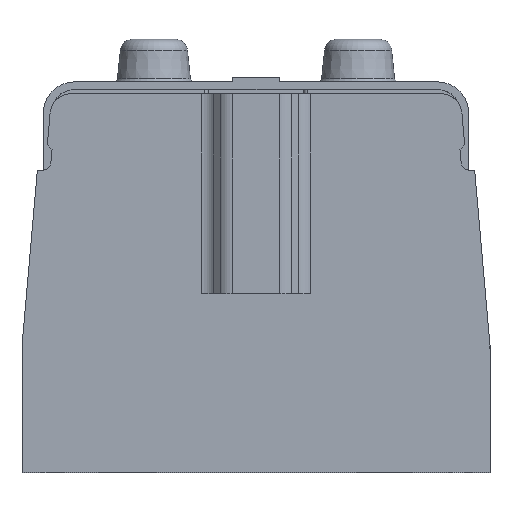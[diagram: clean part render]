
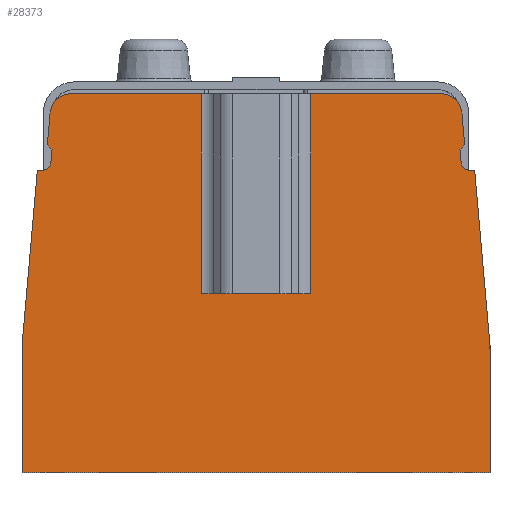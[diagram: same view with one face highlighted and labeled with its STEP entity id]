
A CAD part, top view. The second image highlights one B-rep face of the part: STEP entity #28373.
In plain terms, the highlighted planar face has unit normal (0, 0, 1).
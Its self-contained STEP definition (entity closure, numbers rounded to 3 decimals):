
#281=DIRECTION('',(-1.,0.,0.));
#282=VECTOR('',#281,30.562);
#283=CARTESIAN_POINT('',(43.419,44.5,21.));
#284=LINE('',#283,#282);
#313=DIRECTION('',(-1.,0.,0.));
#314=VECTOR('',#313,30.562);
#315=CARTESIAN_POINT('',(-12.857,44.5,21.));
#316=LINE('',#315,#314);
#970=DIRECTION('',(0.,-1.,0.));
#971=VECTOR('',#970,29.852);
#972=CARTESIAN_POINT('',(-55.,-14.648,21.));
#973=LINE('',#972,#971);
#1045=DIRECTION('',(1.,0.,0.));
#1046=VECTOR('',#1045,110.);
#1047=CARTESIAN_POINT('',(-55.,-44.5,21.));
#1048=LINE('',#1047,#1046);
#10766=DIRECTION('',(0.,1.,0.));
#10767=VECTOR('',#10766,29.852);
#10768=CARTESIAN_POINT('',(55.,-44.5,21.));
#10769=LINE('',#10768,#10767);
#10786=CARTESIAN_POINT('',(43.419,39.5,21.));
#10787=DIRECTION('',(0.,0.,-1.));
#10788=DIRECTION('',(0.,1.,0.));
#10789=AXIS2_PLACEMENT_3D('',#10786,#10787,#10788);
#10791=DIRECTION('',(0.087,-0.996,0.));
#10792=VECTOR('',#10791,7.464);
#10793=CARTESIAN_POINT('',(48.4,39.936,21.));
#10794=LINE('',#10793,#10792);
#10795=DIRECTION('',(-0.707,-0.707,0.));
#10796=VECTOR('',#10795,1.566);
#10797=CARTESIAN_POINT('',(49.05,32.5,21.));
#10798=LINE('',#10797,#10796);
#10799=DIRECTION('',(0.087,-0.996,0.));
#10800=VECTOR('',#10799,3.078);
#10801=CARTESIAN_POINT('',(47.943,31.392,21.));
#10802=LINE('',#10801,#10800);
#10803=CARTESIAN_POINT('',(50.203,28.5,21.));
#10804=DIRECTION('',(0.,0.,1.));
#10805=DIRECTION('',(-0.996,-0.087,0.));
#10806=AXIS2_PLACEMENT_3D('',#10803,#10804,#10805);
#10808=DIRECTION('',(0.087,-0.996,0.));
#10809=VECTOR('',#10808,41.306);
#10810=CARTESIAN_POINT('',(51.401,26.5,21.));
#10811=LINE('',#10810,#10809);
#10812=DIRECTION('',(0.087,0.996,0.));
#10813=VECTOR('',#10812,41.306);
#10814=CARTESIAN_POINT('',(-55.,-14.648,21.));
#10815=LINE('',#10814,#10813);
#10816=CARTESIAN_POINT('',(-50.203,28.5,21.));
#10817=DIRECTION('',(0.,0.,1.));
#10818=DIRECTION('',(0.,-1.,0.));
#10819=AXIS2_PLACEMENT_3D('',#10816,#10817,#10818);
#10821=DIRECTION('',(0.087,0.996,0.));
#10822=VECTOR('',#10821,3.078);
#10823=CARTESIAN_POINT('',(-48.21,28.326,21.));
#10824=LINE('',#10823,#10822);
#10825=DIRECTION('',(-0.707,0.707,0.));
#10826=VECTOR('',#10825,1.566);
#10827=CARTESIAN_POINT('',(-47.942,31.392,21.));
#10828=LINE('',#10827,#10826);
#10829=DIRECTION('',(0.087,0.996,0.));
#10830=VECTOR('',#10829,7.464);
#10831=CARTESIAN_POINT('',(-49.05,32.5,21.));
#10832=LINE('',#10831,#10830);
#10833=CARTESIAN_POINT('',(-43.418,39.5,21.));
#10834=DIRECTION('',(0.,0.,-1.));
#10835=DIRECTION('',(-0.996,0.087,0.));
#10836=AXIS2_PLACEMENT_3D('',#10833,#10834,#10835);
#10838=DIRECTION('',(-1.,0.,0.));
#10839=VECTOR('',#10838,25.714);
#10840=CARTESIAN_POINT('',(12.857,-2.5,21.));
#10841=LINE('',#10840,#10839);
#10870=DIRECTION('',(0.,1.,0.));
#10871=VECTOR('',#10870,47.);
#10872=CARTESIAN_POINT('',(-12.857,-2.5,21.));
#10873=LINE('',#10872,#10871);
#10906=DIRECTION('',(0.,-1.,0.));
#10907=VECTOR('',#10906,47.);
#10908=CARTESIAN_POINT('',(12.857,44.5,21.));
#10909=LINE('',#10908,#10907);
#11005=DIRECTION('',(-1.,0.,0.));
#11006=VECTOR('',#11005,1.197);
#11007=CARTESIAN_POINT('',(-50.203,26.5,21.));
#11008=LINE('',#11007,#11006);
#11541=DIRECTION('',(-1.,0.,0.));
#11542=VECTOR('',#11541,1.197);
#11543=CARTESIAN_POINT('',(51.401,26.5,21.));
#11544=LINE('',#11543,#11542);
#12397=CARTESIAN_POINT('',(12.857,-2.5,21.));
#12398=CARTESIAN_POINT('',(-12.857,-2.5,21.));
#12399=VERTEX_POINT('',#12397);
#12400=VERTEX_POINT('',#12398);
#12401=CARTESIAN_POINT('',(12.857,44.5,21.));
#12402=VERTEX_POINT('',#12401);
#12403=CARTESIAN_POINT('',(43.419,44.5,21.));
#12404=VERTEX_POINT('',#12403);
#12405=CARTESIAN_POINT('',(48.4,39.936,21.));
#12406=VERTEX_POINT('',#12405);
#12407=CARTESIAN_POINT('',(49.05,32.5,21.));
#12408=VERTEX_POINT('',#12407);
#12409=CARTESIAN_POINT('',(47.943,31.392,21.));
#12410=VERTEX_POINT('',#12409);
#12411=CARTESIAN_POINT('',(48.211,28.326,21.));
#12412=VERTEX_POINT('',#12411);
#12413=CARTESIAN_POINT('',(50.203,26.5,21.));
#12414=VERTEX_POINT('',#12413);
#12415=CARTESIAN_POINT('',(51.401,26.5,21.));
#12416=VERTEX_POINT('',#12415);
#12417=CARTESIAN_POINT('',(55.,-14.648,21.));
#12418=VERTEX_POINT('',#12417);
#12419=CARTESIAN_POINT('',(55.,-44.5,21.));
#12420=VERTEX_POINT('',#12419);
#12421=CARTESIAN_POINT('',(-55.,-44.5,21.));
#12422=VERTEX_POINT('',#12421);
#12423=CARTESIAN_POINT('',(-55.,-14.648,21.));
#12424=VERTEX_POINT('',#12423);
#12425=CARTESIAN_POINT('',(-51.4,26.5,21.));
#12426=VERTEX_POINT('',#12425);
#12427=CARTESIAN_POINT('',(-50.203,26.5,21.));
#12428=VERTEX_POINT('',#12427);
#12429=CARTESIAN_POINT('',(-48.21,28.326,21.));
#12430=VERTEX_POINT('',#12429);
#12431=CARTESIAN_POINT('',(-47.942,31.392,21.));
#12432=VERTEX_POINT('',#12431);
#12433=CARTESIAN_POINT('',(-49.05,32.5,21.));
#12434=VERTEX_POINT('',#12433);
#12435=CARTESIAN_POINT('',(-48.399,39.936,21.));
#12436=VERTEX_POINT('',#12435);
#12437=CARTESIAN_POINT('',(-43.418,44.5,21.));
#12438=VERTEX_POINT('',#12437);
#12439=CARTESIAN_POINT('',(-12.857,44.5,21.));
#12440=VERTEX_POINT('',#12439);
#28327=CARTESIAN_POINT('',(0.,0.,21.));
#28328=DIRECTION('',(0.,0.,1.));
#28329=DIRECTION('',(-1.,0.,0.));
#28330=AXIS2_PLACEMENT_3D('',#28327,#28328,#28329);
#28331=PLANE('',#28330);
#28333=ORIENTED_EDGE('',*,*,#28332,.F.);
#28335=ORIENTED_EDGE('',*,*,#28334,.F.);
#28336=ORIENTED_EDGE('',*,*,#15468,.F.);
#28338=ORIENTED_EDGE('',*,*,#28337,.T.);
#28340=ORIENTED_EDGE('',*,*,#28339,.T.);
#28342=ORIENTED_EDGE('',*,*,#28341,.T.);
#28344=ORIENTED_EDGE('',*,*,#28343,.T.);
#28346=ORIENTED_EDGE('',*,*,#28345,.T.);
#28348=ORIENTED_EDGE('',*,*,#28347,.F.);
#28350=ORIENTED_EDGE('',*,*,#28349,.T.);
#28351=ORIENTED_EDGE('',*,*,#28314,.F.);
#28352=ORIENTED_EDGE('',*,*,#16499,.F.);
#28353=ORIENTED_EDGE('',*,*,#16432,.F.);
#28355=ORIENTED_EDGE('',*,*,#28354,.T.);
#28357=ORIENTED_EDGE('',*,*,#28356,.F.);
#28359=ORIENTED_EDGE('',*,*,#28358,.T.);
#28361=ORIENTED_EDGE('',*,*,#28360,.T.);
#28363=ORIENTED_EDGE('',*,*,#28362,.T.);
#28365=ORIENTED_EDGE('',*,*,#28364,.T.);
#28367=ORIENTED_EDGE('',*,*,#28366,.T.);
#28368=ORIENTED_EDGE('',*,*,#15484,.F.);
#28370=ORIENTED_EDGE('',*,*,#28369,.F.);
#28371=EDGE_LOOP('',(#28333,#28335,#28336,#28338,#28340,#28342,#28344,#28346,
#28348,#28350,#28351,#28352,#28353,#28355,#28357,#28359,#28361,#28363,#28365,
#28367,#28368,#28370));
#28372=FACE_OUTER_BOUND('',#28371,.F.);
#10790=CIRCLE('',#10789,5.);
#10807=CIRCLE('',#10806,2.);
#10820=CIRCLE('',#10819,2.);
#10837=CIRCLE('',#10836,5.);
#15468=EDGE_CURVE('',#12404,#12402,#284,.T.);
#15484=EDGE_CURVE('',#12440,#12438,#316,.T.);
#16432=EDGE_CURVE('',#12424,#12422,#973,.T.);
#16499=EDGE_CURVE('',#12422,#12420,#1048,.T.);
#28314=EDGE_CURVE('',#12420,#12418,#10769,.T.);
#28332=EDGE_CURVE('',#12399,#12400,#10841,.T.);
#28334=EDGE_CURVE('',#12402,#12399,#10909,.T.);
#28337=EDGE_CURVE('',#12404,#12406,#10790,.T.);
#28339=EDGE_CURVE('',#12406,#12408,#10794,.T.);
#28341=EDGE_CURVE('',#12408,#12410,#10798,.T.);
#28343=EDGE_CURVE('',#12410,#12412,#10802,.T.);
#28345=EDGE_CURVE('',#12412,#12414,#10807,.T.);
#28347=EDGE_CURVE('',#12416,#12414,#11544,.T.);
#28349=EDGE_CURVE('',#12416,#12418,#10811,.T.);
#28354=EDGE_CURVE('',#12424,#12426,#10815,.T.);
#28356=EDGE_CURVE('',#12428,#12426,#11008,.T.);
#28358=EDGE_CURVE('',#12428,#12430,#10820,.T.);
#28360=EDGE_CURVE('',#12430,#12432,#10824,.T.);
#28362=EDGE_CURVE('',#12432,#12434,#10828,.T.);
#28364=EDGE_CURVE('',#12434,#12436,#10832,.T.);
#28366=EDGE_CURVE('',#12436,#12438,#10837,.T.);
#28369=EDGE_CURVE('',#12400,#12440,#10873,.T.);
#28373=ADVANCED_FACE('',(#28372),#28331,.T.);
